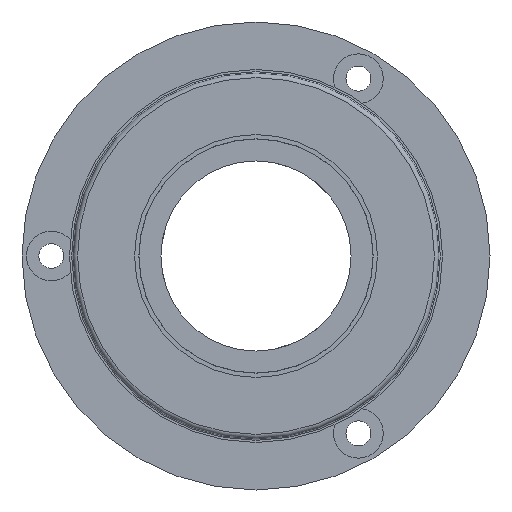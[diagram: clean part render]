
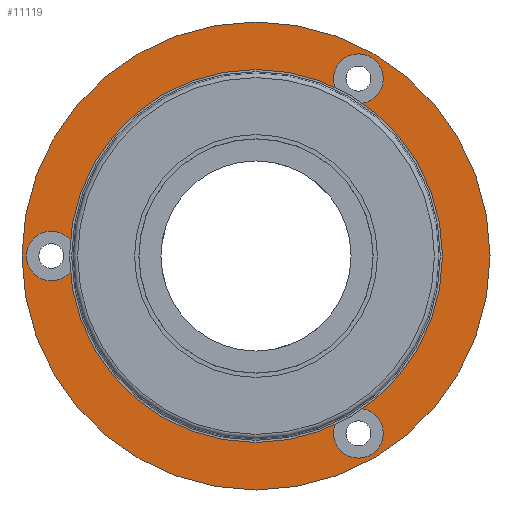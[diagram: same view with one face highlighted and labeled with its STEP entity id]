
A CAD part, left-side view. The second image highlights one B-rep face of the part: STEP entity #11119.
In plain terms, the highlighted planar face has unit normal (-1, 0, 0).
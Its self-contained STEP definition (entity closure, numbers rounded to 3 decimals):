
#1508 = FACE_BOUND ( 'NONE', #31944, .T. ) ;
#1604 = CIRCLE ( 'NONE', #30870, 1.7 ) ;
#2510 = VERTEX_POINT ( 'NONE', #13718 ) ;
#4589 = CARTESIAN_POINT ( 'NONE',  ( 2.8, 0., 0. ) ) ;
#6315 = VERTEX_POINT ( 'NONE', #25415 ) ;
#6522 = VERTEX_POINT ( 'NONE', #33774 ) ;
#7108 = EDGE_LOOP ( 'NONE', ( #31872 ) ) ;
#8743 = CIRCLE ( 'NONE', #33957, 16. ) ;
#9373 = FACE_BOUND ( 'NONE', #18057, .T. ) ;
#9421 = DIRECTION ( 'NONE',  ( 0., 1., 0. ) ) ;
#9741 = EDGE_CURVE ( 'NONE', #6522, #6522, #1604, .T. ) ;
#9970 = AXIS2_PLACEMENT_3D ( 'NONE', #4589, #20153, #39216 ) ;
#10341 = VERTEX_POINT ( 'NONE', #37569 ) ;
#11119 = ADVANCED_FACE ( 'NONE', ( #9373, #28471, #1508, #17057, #21622 ), #13462, .T. ) ;
#13462 = PLANE ( 'NONE',  #13858 ) ;
#13718 = CARTESIAN_POINT ( 'NONE',  ( 2.8, 10., 0. ) ) ;
#13858 = AXIS2_PLACEMENT_3D ( 'NONE', #32535, #25167, #48618 ) ;
#14973 = CARTESIAN_POINT ( 'NONE',  ( 2.8, 0., 0. ) ) ;
#15708 = CARTESIAN_POINT ( 'NONE',  ( 2.8, -7., 12.124 ) ) ;
#17057 = FACE_BOUND ( 'NONE', #48245, .T. ) ;
#18057 = EDGE_LOOP ( 'NONE', ( #49997 ) ) ;
#18231 = ORIENTED_EDGE ( 'NONE', *, *, #18261, .F. ) ;
#18261 = EDGE_CURVE ( 'NONE', #10341, #10341, #8743, .T. ) ;
#19133 = ORIENTED_EDGE ( 'NONE', *, *, #38100, .T. ) ;
#20153 = DIRECTION ( 'NONE',  ( 1., 0., 0. ) ) ;
#21622 = FACE_OUTER_BOUND ( 'NONE', #39055, .T. ) ;
#22867 = DIRECTION ( 'NONE',  ( 0., 1., 0. ) ) ;
#25167 = DIRECTION ( 'NONE',  ( -1., 0., 0. ) ) ;
#25415 = CARTESIAN_POINT ( 'NONE',  ( 2.8, -5.3, -12.124 ) ) ;
#25635 = DIRECTION ( 'NONE',  ( 0., 1., 0. ) ) ;
#28471 = FACE_BOUND ( 'NONE', #7108, .T. ) ;
#28777 = CIRCLE ( 'NONE', #44228, 1.7 ) ;
#29317 = AXIS2_PLACEMENT_3D ( 'NONE', #15708, #35032, #39819 ) ;
#30870 = AXIS2_PLACEMENT_3D ( 'NONE', #33102, #36180, #9421 ) ;
#31872 = ORIENTED_EDGE ( 'NONE', *, *, #44185, .T. ) ;
#31944 = EDGE_LOOP ( 'NONE', ( #19133 ) ) ;
#32535 = CARTESIAN_POINT ( 'NONE',  ( 2.8, 10., 0. ) ) ;
#32807 = EDGE_CURVE ( 'NONE', #2510, #2510, #40864, .T. ) ;
#33102 = CARTESIAN_POINT ( 'NONE',  ( 2.8, 14., 0. ) ) ;
#33774 = CARTESIAN_POINT ( 'NONE',  ( 2.8, 15.7, 0. ) ) ;
#33957 = AXIS2_PLACEMENT_3D ( 'NONE', #14973, #34060, #22867 ) ;
#34050 = DIRECTION ( 'NONE',  ( 1., 0., 0. ) ) ;
#34060 = DIRECTION ( 'NONE',  ( 1., 0., 0. ) ) ;
#34895 = ORIENTED_EDGE ( 'NONE', *, *, #32807, .T. ) ;
#35032 = DIRECTION ( 'NONE',  ( 1., 0., 0. ) ) ;
#36180 = DIRECTION ( 'NONE',  ( 1., 0., 0. ) ) ;
#37569 = CARTESIAN_POINT ( 'NONE',  ( 2.8, 16., 0. ) ) ;
#38100 = EDGE_CURVE ( 'NONE', #45286, #45286, #42343, .T. ) ;
#39055 = EDGE_LOOP ( 'NONE', ( #18231 ) ) ;
#39216 = DIRECTION ( 'NONE',  ( 0., 1., 0. ) ) ;
#39819 = DIRECTION ( 'NONE',  ( 0., 1., 0. ) ) ;
#40864 = CIRCLE ( 'NONE', #9970, 10. ) ;
#41670 = CARTESIAN_POINT ( 'NONE',  ( 2.8, -7., -12.124 ) ) ;
#41713 = CARTESIAN_POINT ( 'NONE',  ( 2.8, -5.3, 12.124 ) ) ;
#42343 = CIRCLE ( 'NONE', #29317, 1.7 ) ;
#44185 = EDGE_CURVE ( 'NONE', #6315, #6315, #28777, .T. ) ;
#44228 = AXIS2_PLACEMENT_3D ( 'NONE', #41670, #34050, #25635 ) ;
#45286 = VERTEX_POINT ( 'NONE', #41713 ) ;
#48245 = EDGE_LOOP ( 'NONE', ( #34895 ) ) ;
#48618 = DIRECTION ( 'NONE',  ( 0., -1., 0. ) ) ;
#49997 = ORIENTED_EDGE ( 'NONE', *, *, #9741, .T. ) ;
